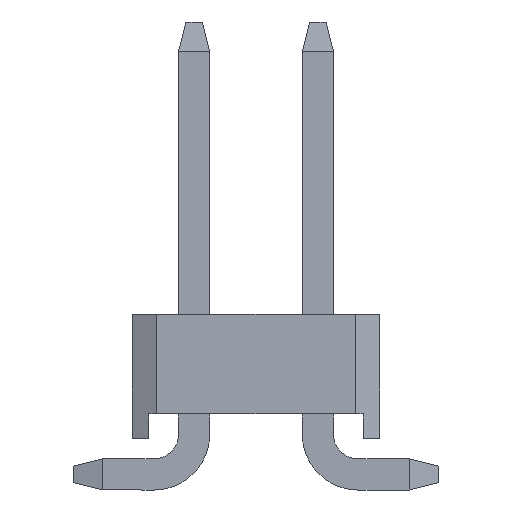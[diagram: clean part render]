
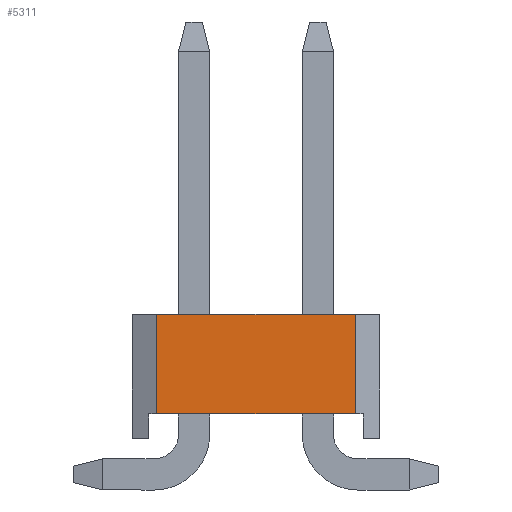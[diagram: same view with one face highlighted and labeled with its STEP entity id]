
A CAD part, front view. The second image highlights one B-rep face of the part: STEP entity #5311.
In plain terms, the highlighted face is planar.
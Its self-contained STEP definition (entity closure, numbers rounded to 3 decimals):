
#352=ORIENTED_EDGE('',*,*,#1334,.T.);
#353=ORIENTED_EDGE('',*,*,#1183,.T.);
#354=ORIENTED_EDGE('',*,*,#1320,.T.);
#355=ORIENTED_EDGE('',*,*,#1270,.F.);
#1183=EDGE_CURVE('',#1722,#1721,#2065,.T.);
#1270=EDGE_CURVE('',#1804,#1805,#2152,.T.);
#1320=EDGE_CURVE('',#1721,#1805,#2202,.T.);
#1334=EDGE_CURVE('',#1804,#1722,#2216,.T.);
#1721=VERTEX_POINT('',#6830);
#1722=VERTEX_POINT('',#6832);
#1804=VERTEX_POINT('',#7014);
#1805=VERTEX_POINT('',#7015);
#2065=LINE('',#6831,#2575);
#2152=LINE('',#7013,#2662);
#2202=LINE('',#7106,#2712);
#2216=LINE('',#7128,#2726);
#2575=VECTOR('',#5795,1000.);
#2662=VECTOR('',#5908,1000.);
#2712=VECTOR('',#5960,1000.);
#2726=VECTOR('',#5990,1000.);
#3109=EDGE_LOOP('',(#352,#353,#354,#355));
#3345=FACE_BOUND('',#3109,.T.);
#3565=PLANE('',#5538);
#5311=ADVANCED_FACE('',(#3345),#3565,.T.);
#5538=AXIS2_PLACEMENT_3D('',#7148,#6018,#6019);
#5795=DIRECTION('',(0.,1.,0.));
#5908=DIRECTION('',(0.,1.,0.));
#5960=DIRECTION('',(0.,0.,1.));
#5990=DIRECTION('',(0.,0.,-1.));
#6018=DIRECTION('',(1.,0.,0.));
#6019=DIRECTION('',(0.,0.,-1.));
#6830=CARTESIAN_POINT('',(5.08,2.04,-0.77));
#6831=CARTESIAN_POINT('',(5.08,-2.2,-0.77));
#6832=CARTESIAN_POINT('',(5.08,-2.04,-0.77));
#7013=CARTESIAN_POINT('',(5.08,-2.54,1.27));
#7014=CARTESIAN_POINT('',(5.08,-2.04,1.27));
#7015=CARTESIAN_POINT('',(5.08,2.04,1.27));
#7106=CARTESIAN_POINT('',(5.08,2.04,1.27));
#7128=CARTESIAN_POINT('',(5.08,-2.04,1.27));
#7148=CARTESIAN_POINT('',(5.08,-2.54,1.27));
